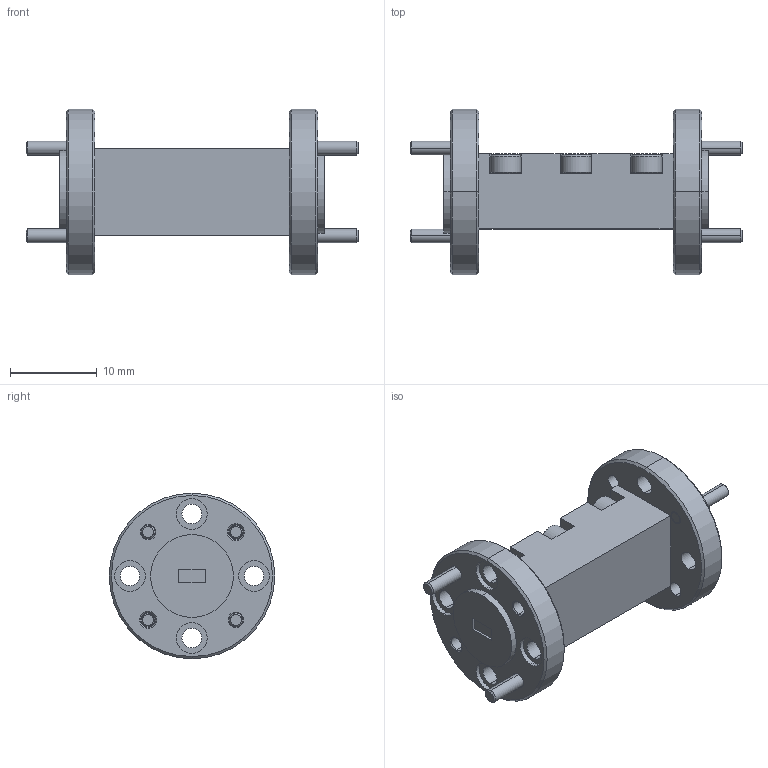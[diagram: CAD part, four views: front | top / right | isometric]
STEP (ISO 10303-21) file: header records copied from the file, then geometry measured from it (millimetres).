
FILE_DESCRIPTION (( 'STEP AP203' ), '1' );
FILE_NAME ('TA-FE-1.2.STEP', '2022-07-01T17:59:52', ( '' ), ( '' ), 'SwSTEP 2.0', 'SolidWorks 2021', '' );
FILE_SCHEMA (( 'CONFIG_CONTROL_DESIGN' ));
Length unit declared in the file: inch
Products named in the file (1): TA-FE-1.2
Bounding box: 38.23 x 19.05 x 19.05 mm (x, y, z)
Volume: 3700.9 mm3; surface area: 2910 mm2
Topology: 5 solids, 5 shells, 296 faces, 650 edges, 384 vertices
Faces by surface type: cone 112, plane 102, cylinder 82
Entity records: 8347 total; most frequent: CARTESIAN_POINT 1619, DIRECTION 1472, ORIENTED_EDGE 1300, EDGE_CURVE 650, AXIS2_PLACEMENT_3D 579, VERTEX_POINT 384, EDGE_LOOP 348, VECTOR 314
